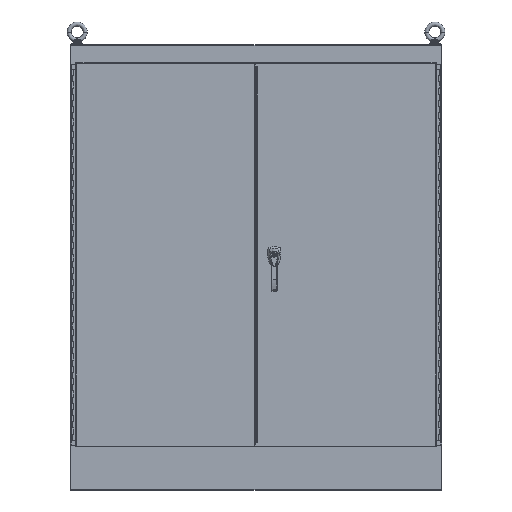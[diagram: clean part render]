
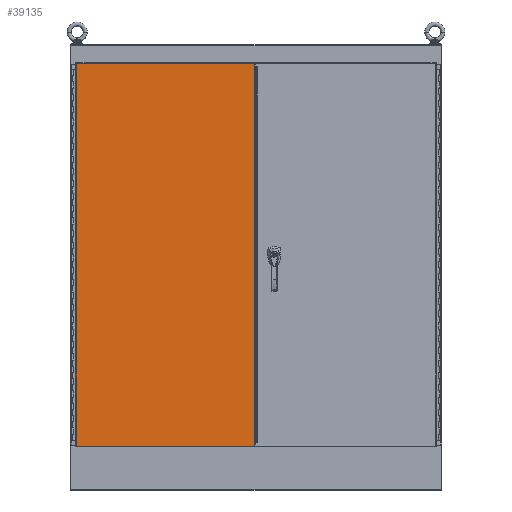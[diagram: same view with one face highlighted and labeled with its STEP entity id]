
A CAD part, front view. The second image highlights one B-rep face of the part: STEP entity #39135.
In plain terms, the highlighted planar face has unit normal (0, -1, 0).
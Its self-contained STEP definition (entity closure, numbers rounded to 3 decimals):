
#732 = DIRECTION ( 'NONE',  ( 0., 1., 0. ) ) ;
#966 = ORIENTED_EDGE ( 'NONE', *, *, #56033, .F. ) ;
#3654 = CARTESIAN_POINT ( 'NONE',  ( -0.268, -10.13, 7.485 ) ) ;
#5433 = ORIENTED_EDGE ( 'NONE', *, *, #52575, .F. ) ;
#6112 = DIRECTION ( 'NONE',  ( 0., 0., 1. ) ) ;
#6436 = PLANE ( 'NONE',  #7560 ) ;
#7560 = AXIS2_PLACEMENT_3D ( 'NONE', #20556, #732, #79903 ) ;
#8757 = EDGE_LOOP ( 'NONE', ( #966, #5433, #48566, #64560, #68355, #91527 ) ) ;
#10621 = LINE ( 'NONE', #81771, #39056 ) ;
#15809 = VECTOR ( 'NONE', #38059, 39.37 ) ;
#18819 = CARTESIAN_POINT ( 'NONE',  ( -29.075, -10.13, 68.95 ) ) ;
#20556 = CARTESIAN_POINT ( 'NONE',  ( -29.075, -10.13, 68.95 ) ) ;
#24053 = CARTESIAN_POINT ( 'NONE',  ( -29.075, -10.13, 68.95 ) ) ;
#25080 = CARTESIAN_POINT ( 'NONE',  ( -29.075, -10.13, 7.111 ) ) ;
#26191 = VERTEX_POINT ( 'NONE', #24053 ) ;
#26354 = LINE ( 'NONE', #18819, #39144 ) ;
#27464 = CARTESIAN_POINT ( 'NONE',  ( -0.268, -10.13, 68.95 ) ) ;
#30085 = LINE ( 'NONE', #79586, #15809 ) ;
#31991 = CARTESIAN_POINT ( 'NONE',  ( -0.268, -10.13, 7.111 ) ) ;
#32122 = VERTEX_POINT ( 'NONE', #27464 ) ;
#35260 = LINE ( 'NONE', #40948, #77034 ) ;
#38059 = DIRECTION ( 'NONE',  ( 0., 0., -1. ) ) ;
#38157 = VERTEX_POINT ( 'NONE', #25080 ) ;
#39056 = VECTOR ( 'NONE', #66224, 39.37 ) ;
#39135 = ADVANCED_FACE ( 'NONE', ( #54062 ), #6436, .F. ) ;
#39144 = VECTOR ( 'NONE', #90934, 39.37 ) ;
#40729 = VERTEX_POINT ( 'NONE', #42335 ) ;
#40948 = CARTESIAN_POINT ( 'NONE',  ( -29.075, -10.13, 68.95 ) ) ;
#42335 = CARTESIAN_POINT ( 'NONE',  ( -0.268, -10.13, 68.576 ) ) ;
#44560 = DIRECTION ( 'NONE',  ( -1., 0., 0. ) ) ;
#47469 = EDGE_CURVE ( 'NONE', #32122, #40729, #10621, .T. ) ;
#48566 = ORIENTED_EDGE ( 'NONE', *, *, #47469, .F. ) ;
#52575 = EDGE_CURVE ( 'NONE', #40729, #58449, #65732, .T. ) ;
#54062 = FACE_OUTER_BOUND ( 'NONE', #8757, .T. ) ;
#56033 = EDGE_CURVE ( 'NONE', #58449, #85521, #30085, .T. ) ;
#58449 = VERTEX_POINT ( 'NONE', #3654 ) ;
#62894 = EDGE_CURVE ( 'NONE', #26191, #32122, #26354, .T. ) ;
#64100 = EDGE_CURVE ( 'NONE', #38157, #26191, #35260, .T. ) ;
#64560 = ORIENTED_EDGE ( 'NONE', *, *, #62894, .F. ) ;
#65732 = LINE ( 'NONE', #73728, #87715 ) ;
#66224 = DIRECTION ( 'NONE',  ( 0., 0., -1. ) ) ;
#66282 = CARTESIAN_POINT ( 'NONE',  ( -0.268, -10.13, 7.111 ) ) ;
#68355 = ORIENTED_EDGE ( 'NONE', *, *, #64100, .F. ) ;
#70827 = VECTOR ( 'NONE', #44560, 39.37 ) ;
#71915 = EDGE_CURVE ( 'NONE', #85521, #38157, #87517, .T. ) ;
#73728 = CARTESIAN_POINT ( 'NONE',  ( -0.268, -10.13, 68.95 ) ) ;
#77034 = VECTOR ( 'NONE', #6112, 39.37 ) ;
#79586 = CARTESIAN_POINT ( 'NONE',  ( -0.268, -10.13, 7.111 ) ) ;
#79903 = DIRECTION ( 'NONE',  ( 0., 0., 1. ) ) ;
#81278 = DIRECTION ( 'NONE',  ( 0., 0., -1. ) ) ;
#81771 = CARTESIAN_POINT ( 'NONE',  ( -0.268, -10.13, 7.111 ) ) ;
#85521 = VERTEX_POINT ( 'NONE', #31991 ) ;
#87517 = LINE ( 'NONE', #66282, #70827 ) ;
#87715 = VECTOR ( 'NONE', #81278, 39.37 ) ;
#90934 = DIRECTION ( 'NONE',  ( 1., 0., 0. ) ) ;
#91527 = ORIENTED_EDGE ( 'NONE', *, *, #71915, .F. ) ;
